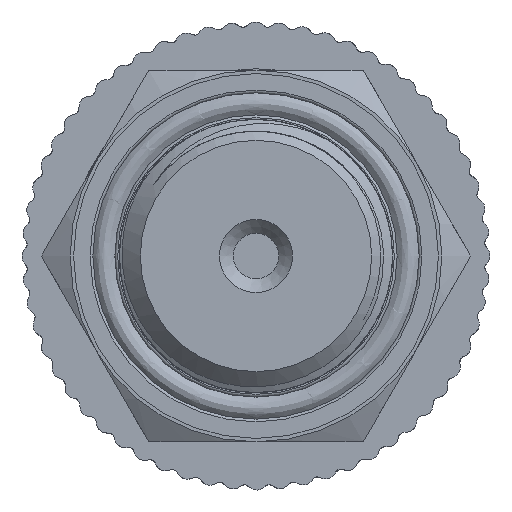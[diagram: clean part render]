
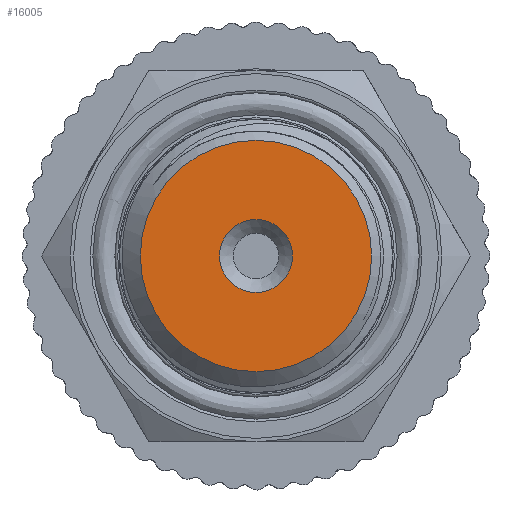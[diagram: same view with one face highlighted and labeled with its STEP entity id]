
A CAD part, left-side view. The second image highlights one B-rep face of the part: STEP entity #16005.
In plain terms, the highlighted planar face has unit normal (-1, 0, 0).
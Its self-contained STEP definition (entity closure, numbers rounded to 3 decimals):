
#168=PLANE('',#16903);
#852=FACE_BOUND('',#2598,.T.);
#1067=CIRCLE('',#16858,8.4);
#1094=CIRCLE('',#16902,2.65);
#1667=FACE_OUTER_BOUND('',#2597,.T.);
#2597=EDGE_LOOP('',(#12340));
#2598=EDGE_LOOP('',(#12341));
#7013=VERTEX_POINT('',#34123);
#7036=VERTEX_POINT('',#35154);
#8945=EDGE_CURVE('',#7013,#7013,#1067,.T.);
#8984=EDGE_CURVE('',#7036,#7036,#1094,.T.);
#12340=ORIENTED_EDGE('',*,*,#8945,.T.);
#12341=ORIENTED_EDGE('',*,*,#8984,.T.);
#16005=ADVANCED_FACE('',(#1667,#852),#168,.T.);
#16858=AXIS2_PLACEMENT_3D('',#34125,#18254,#18255);
#16902=AXIS2_PLACEMENT_3D('',#35156,#18350,#18351);
#16903=AXIS2_PLACEMENT_3D('',#35157,#18352,#18353);
#18254=DIRECTION('center_axis',(-1.,0.,0.));
#18255=DIRECTION('ref_axis',(0.,1.,0.));
#18350=DIRECTION('center_axis',(1.,0.,0.));
#18351=DIRECTION('ref_axis',(0.,0.,-1.));
#18352=DIRECTION('center_axis',(-1.,0.,0.));
#18353=DIRECTION('ref_axis',(0.,0.,1.));
#34123=CARTESIAN_POINT('',(-61.,-8.4,0.));
#34125=CARTESIAN_POINT('Origin',(-61.,0.,0.));
#35154=CARTESIAN_POINT('',(-61.,-2.65,0.));
#35156=CARTESIAN_POINT('Origin',(-61.,0.,0.));
#35157=CARTESIAN_POINT('Origin',(-61.,10.,0.));
